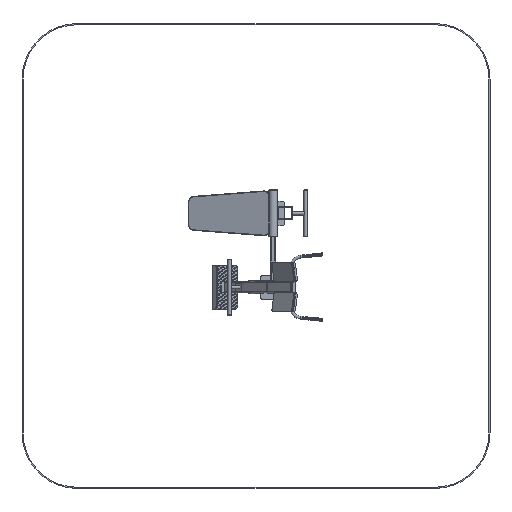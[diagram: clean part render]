
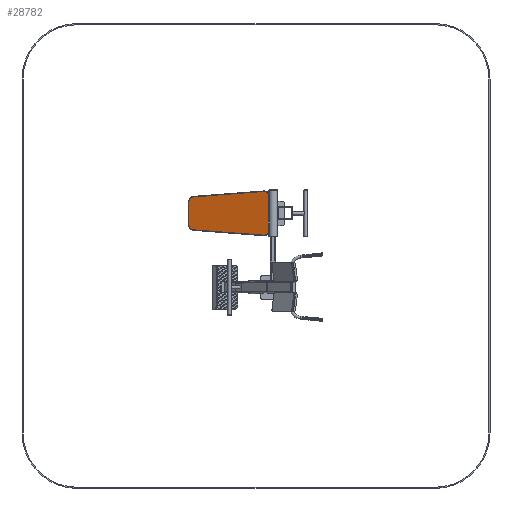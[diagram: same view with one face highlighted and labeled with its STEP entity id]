
A CAD part, top view. The second image highlights one B-rep face of the part: STEP entity #28782.
In plain terms, the highlighted face is planar.
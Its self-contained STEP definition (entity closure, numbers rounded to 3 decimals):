
#28782=ADVANCED_FACE('',(#64235),#64237,.T.);
#64235=FACE_BOUND('',#64236,.T.);
#64236=EDGE_LOOP('',(#77729,#77730,#77731,#77732,#77733,#77734,#77735,#77736));
#64237=PLANE('',#64238);
#64238=AXIS2_PLACEMENT_3D('',#64239,#64240,#64241);
#64239=CARTESIAN_POINT('',(0.,0.,15.));
#64240=DIRECTION('',(0.,0.,1.));
#64241=DIRECTION('',(-1.,0.,0.));
#77729=ORIENTED_EDGE('',*,*,#84959,.T.);
#77730=ORIENTED_EDGE('',*,*,#84960,.T.);
#77731=ORIENTED_EDGE('',*,*,#84961,.T.);
#77732=ORIENTED_EDGE('',*,*,#84962,.T.);
#77733=ORIENTED_EDGE('',*,*,#84963,.T.);
#77734=ORIENTED_EDGE('',*,*,#84964,.T.);
#77735=ORIENTED_EDGE('',*,*,#84965,.T.);
#77736=ORIENTED_EDGE('',*,*,#84966,.T.);
#84959=EDGE_CURVE('',#94727,#94728,#94729,.T.);
#84960=EDGE_CURVE('',#94728,#94730,#94731,.T.);
#84961=EDGE_CURVE('',#94730,#94732,#94733,.T.);
#84962=EDGE_CURVE('',#94732,#94734,#94735,.T.);
#84963=EDGE_CURVE('',#94734,#94736,#94737,.T.);
#84964=EDGE_CURVE('',#94736,#94738,#94739,.T.);
#84965=EDGE_CURVE('',#94738,#94740,#94741,.T.);
#84966=EDGE_CURVE('',#94740,#94727,#94742,.T.);
#94727=VERTEX_POINT('',#136025);
#94728=VERTEX_POINT('',#136026);
#94729=LINE('',#136027,#136028);
#94730=VERTEX_POINT('',#136030);
#94731=CIRCLE('',#136031,44.822);
#94732=VERTEX_POINT('',#136035);
#94733=LINE('',#136036,#136037);
#94734=VERTEX_POINT('',#136039);
#94735=CIRCLE('',#136040,44.822);
#94736=VERTEX_POINT('',#136044);
#94737=LINE('',#136045,#136046);
#94738=VERTEX_POINT('',#136048);
#94739=CIRCLE('',#136049,45.);
#94740=VERTEX_POINT('',#136053);
#94741=LINE('',#136054,#136055);
#94742=CIRCLE('',#136057,45.);
#136025=CARTESIAN_POINT('',(196.373,-721.57,15.));
#136026=CARTESIAN_POINT('',(148.163,-46.628,15.));
#136027=CARTESIAN_POINT('',(196.373,-721.57,15.));
#136028=VECTOR('',#136029,1.);
#136029=DIRECTION('',(-0.071,0.997,0.));
#136030=CARTESIAN_POINT('',(103.455,-5.,15.));
#136031=AXIS2_PLACEMENT_3D('',#136032,#136033,#136034);
#136032=CARTESIAN_POINT('',(103.455,-49.822,15.));
#136033=DIRECTION('',(0.,0.,1.));
#136034=DIRECTION('',(0.997,0.071,0.));
#136035=CARTESIAN_POINT('',(-103.455,-5.,15.));
#136036=CARTESIAN_POINT('',(103.455,-5.,15.));
#136037=VECTOR('',#136038,1.);
#136038=DIRECTION('',(-1.,0.,0.));
#136039=CARTESIAN_POINT('',(-148.163,-46.628,15.));
#136040=AXIS2_PLACEMENT_3D('',#136041,#136042,#136043);
#136041=CARTESIAN_POINT('',(-103.455,-49.822,15.));
#136042=DIRECTION('',(0.,0.,1.));
#136043=DIRECTION('',(0.,1.,0.));
#136044=CARTESIAN_POINT('',(-196.373,-721.57,15.));
#136045=CARTESIAN_POINT('',(-148.163,-46.628,15.));
#136046=VECTOR('',#136047,1.);
#136047=DIRECTION('',(-0.071,-0.997,0.));
#136048=CARTESIAN_POINT('',(-151.487,-769.776,15.));
#136049=AXIS2_PLACEMENT_3D('',#136050,#136051,#136052);
#136050=CARTESIAN_POINT('',(-151.487,-724.776,15.));
#136051=DIRECTION('',(0.,0.,1.));
#136052=DIRECTION('',(-0.997,0.071,0.));
#136053=CARTESIAN_POINT('',(151.487,-769.776,15.));
#136054=CARTESIAN_POINT('',(-151.487,-769.776,15.));
#136055=VECTOR('',#136056,1.);
#136056=DIRECTION('',(1.,0.,0.));
#136057=AXIS2_PLACEMENT_3D('',#136058,#136059,#136060);
#136058=CARTESIAN_POINT('',(151.487,-724.776,15.));
#136059=DIRECTION('',(0.,0.,1.));
#136060=DIRECTION('',(0.,-1.,0.));
